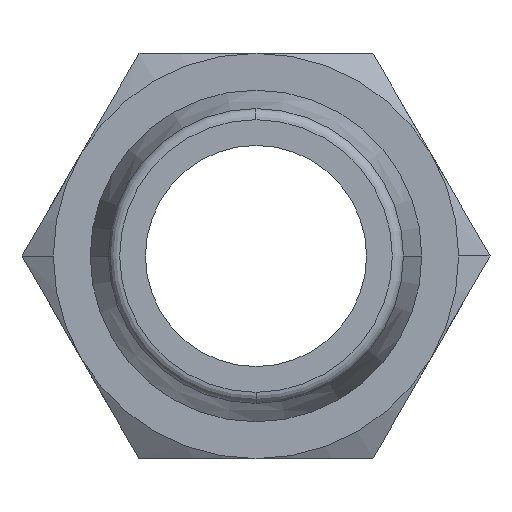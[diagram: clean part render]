
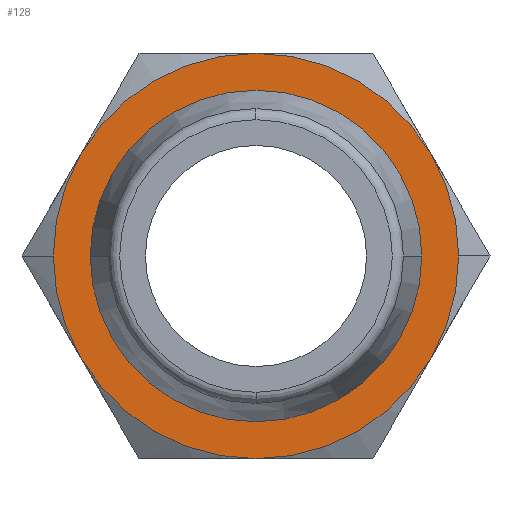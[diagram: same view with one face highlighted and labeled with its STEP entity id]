
A CAD part, front view. The second image highlights one B-rep face of the part: STEP entity #128.
In plain terms, the highlighted planar face has unit normal (0, -1, 0).
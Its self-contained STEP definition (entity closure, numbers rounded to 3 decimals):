
#128=ADVANCED_FACE('',(#267,#268),#269,.T.);
#267=FACE_OUTER_BOUND('',#416,.T.);
#268=FACE_BOUND('',#417,.T.);
#269=PLANE('',#418);
#416=EDGE_LOOP('',(#712,#713,#714,#715,#716,#717,#718,#719));
#417=EDGE_LOOP('',(#720,#721));
#418=AXIS2_PLACEMENT_3D('',#722,#723,#724);
#712=ORIENTED_EDGE('',*,*,#892,.F.);
#713=ORIENTED_EDGE('',*,*,#914,.F.);
#714=ORIENTED_EDGE('',*,*,#888,.F.);
#715=ORIENTED_EDGE('',*,*,#966,.F.);
#716=ORIENTED_EDGE('',*,*,#967,.F.);
#717=ORIENTED_EDGE('',*,*,#968,.F.);
#718=ORIENTED_EDGE('',*,*,#909,.F.);
#719=ORIENTED_EDGE('',*,*,#884,.F.);
#720=ORIENTED_EDGE('',*,*,#938,.F.);
#721=ORIENTED_EDGE('',*,*,#969,.F.);
#722=CARTESIAN_POINT('',(2.75,14.0,0.0));
#723=DIRECTION('',(-0.0,-1.0,-0.0));
#724=DIRECTION('',(-1.0,0.0,0.0));
#884=EDGE_CURVE('',#1051,#1054,#1055,.T.);
#888=EDGE_CURVE('',#1059,#1061,#1062,.T.);
#892=EDGE_CURVE('',#1065,#1051,#1067,.T.);
#909=EDGE_CURVE('',#1054,#1087,#1089,.T.);
#914=EDGE_CURVE('',#1061,#1065,#1095,.T.);
#938=EDGE_CURVE('',#1128,#1125,#1130,.T.);
#966=EDGE_CURVE('',#1166,#1059,#1167,.T.);
#967=EDGE_CURVE('',#1153,#1166,#1168,.T.);
#968=EDGE_CURVE('',#1087,#1153,#1169,.T.);
#969=EDGE_CURVE('',#1125,#1128,#1170,.T.);
#1051=VERTEX_POINT('',#1259);
#1054=VERTEX_POINT('',#1263);
#1055=CIRCLE('',#1264,5.5);
#1059=VERTEX_POINT('',#1279);
#1061=VERTEX_POINT('',#1292);
#1062=CIRCLE('',#1293,5.5);
#1065=VERTEX_POINT('',#1307);
#1067=CIRCLE('',#1320,5.5);
#1087=VERTEX_POINT('',#1389);
#1089=CIRCLE('',#1402,5.5);
#1095=CIRCLE('',#1430,5.5);
#1125=VERTEX_POINT('',#1487);
#1128=VERTEX_POINT('',#1491);
#1130=CIRCLE('',#1494,4.5);
#1153=VERTEX_POINT('',#1554);
#1166=VERTEX_POINT('',#1623);
#1167=CIRCLE('',#1624,5.5);
#1168=CIRCLE('',#1625,5.5);
#1169=CIRCLE('',#1626,5.5);
#1170=CIRCLE('',#1627,4.5);
#1259=CARTESIAN_POINT('',(5.5,14.0,0.));
#1263=CARTESIAN_POINT('',(4.763,14.0,-2.75));
#1264=AXIS2_PLACEMENT_3D('',#1757,#1758,#1759);
#1279=CARTESIAN_POINT('',(-4.763,14.0,2.75));
#1292=CARTESIAN_POINT('',(0.,14.0,5.5));
#1293=AXIS2_PLACEMENT_3D('',#1760,#1761,#1762);
#1307=CARTESIAN_POINT('',(4.763,14.0,2.75));
#1320=AXIS2_PLACEMENT_3D('',#1763,#1764,#1765);
#1389=CARTESIAN_POINT('',(0.0,14.0,-5.5));
#1402=AXIS2_PLACEMENT_3D('',#1774,#1775,#1776);
#1430=AXIS2_PLACEMENT_3D('',#1777,#1778,#1779);
#1487=CARTESIAN_POINT('',(4.5,14.0,0.));
#1491=CARTESIAN_POINT('',(-4.5,14.0,0.));
#1494=AXIS2_PLACEMENT_3D('',#1811,#1812,#1813);
#1554=CARTESIAN_POINT('',(-4.763,14.0,-2.75));
#1623=CARTESIAN_POINT('',(-5.5,14.0,0.));
#1624=AXIS2_PLACEMENT_3D('',#1834,#1835,#1836);
#1625=AXIS2_PLACEMENT_3D('',#1837,#1838,#1839);
#1626=AXIS2_PLACEMENT_3D('',#1840,#1841,#1842);
#1627=AXIS2_PLACEMENT_3D('',#1843,#1844,#1845);
#1757=CARTESIAN_POINT('',(0.0,14.0,0.0));
#1758=DIRECTION('',(-0.0,1.0,0.0));
#1759=DIRECTION('',(1.0,0.0,0.0));
#1760=CARTESIAN_POINT('',(0.0,14.0,0.0));
#1761=DIRECTION('',(-0.0,1.0,0.0));
#1762=DIRECTION('',(1.0,0.0,0.0));
#1763=CARTESIAN_POINT('',(0.0,14.0,0.0));
#1764=DIRECTION('',(-0.0,1.0,0.0));
#1765=DIRECTION('',(1.0,0.0,0.0));
#1774=CARTESIAN_POINT('',(0.0,14.0,0.0));
#1775=DIRECTION('',(-0.0,1.0,0.0));
#1776=DIRECTION('',(1.0,0.0,0.0));
#1777=CARTESIAN_POINT('',(0.0,14.0,0.0));
#1778=DIRECTION('',(-0.0,1.0,0.0));
#1779=DIRECTION('',(1.0,0.0,0.0));
#1811=CARTESIAN_POINT('',(0.0,14.0,0.0));
#1812=DIRECTION('',(0.0,-1.0,0.0));
#1813=DIRECTION('',(1.0,0.0,0.0));
#1834=CARTESIAN_POINT('',(0.0,14.0,0.0));
#1835=DIRECTION('',(-0.0,1.0,0.0));
#1836=DIRECTION('',(1.0,0.0,0.0));
#1837=CARTESIAN_POINT('',(0.0,14.0,0.0));
#1838=DIRECTION('',(-0.0,1.0,0.0));
#1839=DIRECTION('',(1.0,0.0,0.0));
#1840=CARTESIAN_POINT('',(0.0,14.0,0.0));
#1841=DIRECTION('',(-0.0,1.0,0.0));
#1842=DIRECTION('',(1.0,0.0,0.0));
#1843=CARTESIAN_POINT('',(0.0,14.0,0.0));
#1844=DIRECTION('',(0.0,-1.0,0.0));
#1845=DIRECTION('',(1.0,0.0,0.0));
